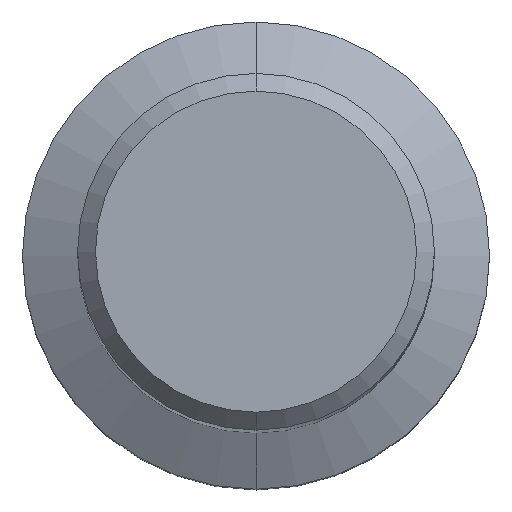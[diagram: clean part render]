
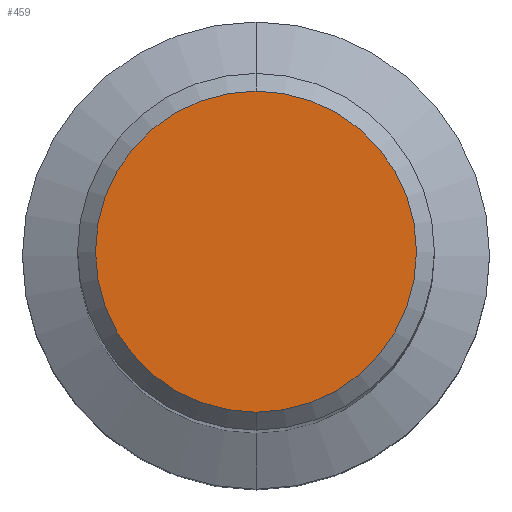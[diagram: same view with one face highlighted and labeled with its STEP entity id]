
A CAD part, top view. The second image highlights one B-rep face of the part: STEP entity #459.
In plain terms, the highlighted planar face has unit normal (0, 0, 1).
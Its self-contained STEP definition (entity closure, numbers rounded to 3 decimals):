
#225=EDGE_CURVE('',#485,#393,#614,.T.);
#353=EDGE_CURVE('',#393,#485,#752,.T.);
#393=VERTEX_POINT('',#799);
#459=ADVANCED_FACE('',(#872),#873,.T.);
#485=VERTEX_POINT('',#902);
#614=CIRCLE('',#1047,7.2);
#752=CIRCLE('',#1332,7.2);
#799=CARTESIAN_POINT('',(0.,-7.2,0.0));
#872=FACE_OUTER_BOUND('',#1541,.T.);
#873=PLANE('',#1542);
#902=CARTESIAN_POINT('',(0.0,7.2,0.0));
#1047=AXIS2_PLACEMENT_3D('',#1854,#1855,#1856);
#1332=AXIS2_PLACEMENT_3D('',#1983,#1984,#1985);
#1541=EDGE_LOOP('',(#2138,#2139));
#1542=AXIS2_PLACEMENT_3D('',#2140,#2141,#2142);
#1854=CARTESIAN_POINT('',(0.0,0.0,0.0));
#1855=DIRECTION('',(0.0,0.0,-1.0));
#1856=DIRECTION('',(0.0,1.0,0.0));
#1983=CARTESIAN_POINT('',(0.0,0.0,0.0));
#1984=DIRECTION('',(0.0,0.0,-1.0));
#1985=DIRECTION('',(0.0,1.0,0.0));
#2138=ORIENTED_EDGE('',*,*,#225,.F.);
#2139=ORIENTED_EDGE('',*,*,#353,.F.);
#2140=CARTESIAN_POINT('',(0.0,3.6,0.0));
#2141=DIRECTION('',(-0.0,0.0,1.0));
#2142=DIRECTION('',(0.0,-1.0,0.0));
